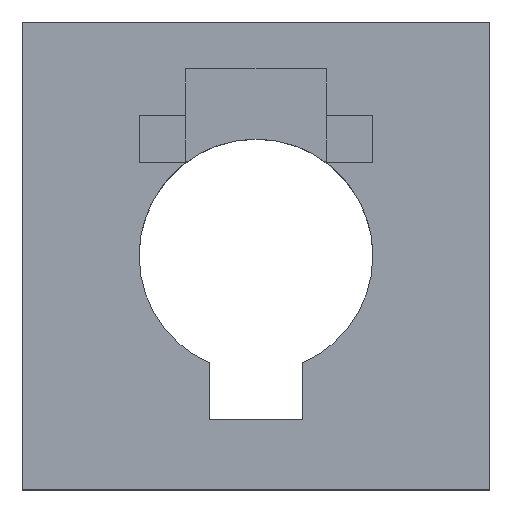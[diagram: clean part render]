
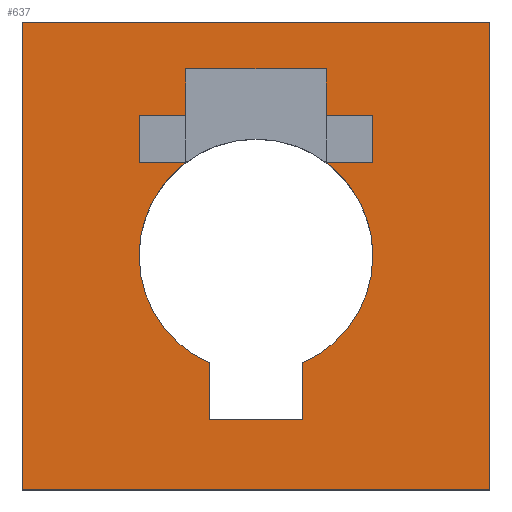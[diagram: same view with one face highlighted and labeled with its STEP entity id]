
A CAD part, top view. The second image highlights one B-rep face of the part: STEP entity #637.
In plain terms, the highlighted planar face has unit normal (0, 0, 1).
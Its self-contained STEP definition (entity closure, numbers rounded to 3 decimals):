
#68=CARTESIAN_POINT('POINT9',(50.,40.,40.));
#69=VERTEX_POINT('VERTEX9',#68);
#76=CARTESIAN_POINT('POINT10',(50.,60.,40.));
#77=VERTEX_POINT('VERTEX10',#76);
#78=CARTESIAN_POINT('POS9',(50.,25.,40.));
#79=DIRECTION('DIR10',(0.,-1.,0.));
#80=VECTOR('VEC8',#79,1.);
#81=LINE('STRAIGHT8',#78,#80);
#82=EDGE_CURVE('EDGE10',#77,#69,#81,.T.);
#99=CARTESIAN_POINT('POINT11',(30.,60.,40.));
#100=VERTEX_POINT('VERTEX11',#99);
#109=CARTESIAN_POINT('POS13',(0.,60.,40.));
#110=DIRECTION('DIR15',(1.,0.,0.));
#111=VECTOR('VEC11',#110,1.);
#112=LINE('STRAIGHT11',#109,#111);
#113=EDGE_CURVE('EDGE13',#100,#77,#112,.T.);
#123=CARTESIAN_POINT('POINT12',(30.,80.,40.));
#124=VERTEX_POINT('VERTEX12',#123);
#133=CARTESIAN_POINT('POINT14',(-30.,80.,40.));
#134=VERTEX_POINT('VERTEX14',#133);
#135=CARTESIAN_POINT('POS16',(0.,80.,40.));
#136=DIRECTION('DIR19',(1.,0.,0.));
#137=VECTOR('VEC13',#136,1.);
#138=LINE('STRAIGHT13',#135,#137);
#139=EDGE_CURVE('EDGE15',#134,#124,#138,.T.);
#163=CARTESIAN_POINT('POINT16',(-30.,60.,40.));
#164=VERTEX_POINT('VERTEX16',#163);
#171=CARTESIAN_POINT('POINT17',(-50.,60.,40.));
#172=VERTEX_POINT('VERTEX17',#171);
#173=EDGE_CURVE('EDGE19',#172,#164,#112,.T.);
#186=CARTESIAN_POINT('POINT18',(-50.,40.,40.));
#187=VERTEX_POINT('VERTEX18',#186);
#188=CARTESIAN_POINT('POS22',(-50.,25.,40.));
#189=DIRECTION('DIR26',(0.,1.,0.));
#190=VECTOR('VEC18',#189,1.);
#191=LINE('STRAIGHT18',#188,#190);
#192=EDGE_CURVE('EDGE21',#187,#172,#191,.T.);
#209=CARTESIAN_POINT('POINT19',(-20.,-70.,40.));
#210=VERTEX_POINT('VERTEX19',#209);
#219=CARTESIAN_POINT('POINT21',(20.,-70.,40.));
#220=VERTEX_POINT('VERTEX21',#219);
#221=CARTESIAN_POINT('POS26',(0.,-70.,40.));
#222=DIRECTION('DIR31',(-1.,0.,0.));
#223=VECTOR('VEC21',#222,1.);
#224=LINE('STRAIGHT21',#221,#223);
#225=EDGE_CURVE('EDGE24',#220,#210,#224,.T.);
#251=CARTESIAN_POINT('POINT24',(20.,-45.826,40.
   ));
#252=VERTEX_POINT('VERTEX24',#251);
#266=CARTESIAN_POINT('POS32',(20.,-25.,40.));
#267=DIRECTION('DIR38',(0.,-1.,0.));
#268=VECTOR('VEC26',#267,1.);
#269=LINE('STRAIGHT26',#266,#268);
#270=EDGE_CURVE('EDGE29',#252,#220,#269,.T.);
#280=CARTESIAN_POINT('POINT25',(-100.,-100.,40.));
#281=VERTEX_POINT('VERTEX25',#280);
#298=CARTESIAN_POINT('POINT28',(100.,-100.,40.));
#299=VERTEX_POINT('VERTEX28',#298);
#306=CARTESIAN_POINT('POS37',(0.,-100.,40.));
#307=DIRECTION('DIR44',(1.,0.,0.));
#308=VECTOR('VEC30',#307,1.);
#309=LINE('STRAIGHT30',#306,#308);
#310=EDGE_CURVE('EDGE33',#281,#299,#309,.T.);
#320=CARTESIAN_POINT('POINT29',(-100.,100.,40.));
#321=VERTEX_POINT('VERTEX29',#320);
#337=CARTESIAN_POINT('POS41',(-100.,0.,40.));
#338=DIRECTION('DIR49',(0.,-1.,0.));
#339=VECTOR('VEC33',#338,1.);
#340=LINE('STRAIGHT33',#337,#339);
#341=EDGE_CURVE('EDGE36',#321,#281,#340,.T.);
#351=CARTESIAN_POINT('POINT31',(100.,100.,40.));
#352=VERTEX_POINT('VERTEX31',#351);
#368=CARTESIAN_POINT('POS45',(0.,100.,40.));
#369=DIRECTION('DIR54',(-1.,0.,0.));
#370=VECTOR('VEC36',#369,1.);
#371=LINE('STRAIGHT36',#368,#370);
#372=EDGE_CURVE('EDGE39',#352,#321,#371,.T.);
#390=CARTESIAN_POINT('POS48',(100.,0.,40.));
#391=DIRECTION('DIR58',(0.,1.,0.));
#392=VECTOR('VEC38',#391,1.);
#393=LINE('STRAIGHT38',#390,#392);
#394=EDGE_CURVE('EDGE41',#299,#352,#393,.T.);
#404=CARTESIAN_POINT('POINT33',(-30.,40.,40.));
#405=VERTEX_POINT('VERTEX33',#404);
#414=CARTESIAN_POINT('POS51',(0.,40.,40.));
#415=DIRECTION('DIR62',(-1.,0.,0.));
#416=VECTOR('VEC40',#415,1.);
#417=LINE('STRAIGHT40',#414,#416);
#418=EDGE_CURVE('EDGE43',#405,#187,#417,.T.);
#441=CARTESIAN_POINT('POS54',(-30.,20.,40.));
#442=DIRECTION('DIR66',(0.,1.,0.));
#443=VECTOR('VEC42',#442,1.);
#444=LINE('STRAIGHT42',#441,#443);
#445=EDGE_CURVE('EDGE46',#164,#134,#444,.T.);
#481=CARTESIAN_POINT('POS59',(30.,20.,40.));
#482=DIRECTION('DIR74',(0.,-1.,0.));
#483=VECTOR('VEC44',#482,1.);
#484=LINE('STRAIGHT44',#481,#483);
#485=EDGE_CURVE('EDGE49',#124,#100,#484,.T.);
#504=CARTESIAN_POINT('POINT36',(30.,40.,40.));
#505=VERTEX_POINT('VERTEX36',#504);
#508=EDGE_CURVE('EDGE52',#69,#505,#417,.T.);
#515=CARTESIAN_POINT('POINT37',(50.,0.,40.
   ));
#516=VERTEX_POINT('VERTEX37',#515);
#533=CARTESIAN_POINT('POS64',(0.,0.,40.));
#534=DIRECTION('DIR81',(0.,0.,-1.));
#535=DIRECTION('DIR82',(1.,0.,0.));
#536=AXIS2_PLACEMENT_3D('AXIS18',#533,#534,#535);
#537=CIRCLE('ELLIPSE3',#536,50.);
#538=EDGE_CURVE('EDGE55',#516,#252,#537,.T.);
#579=CARTESIAN_POINT('POINT41',(-20.,-45.826,
   40.));
#580=VERTEX_POINT('VERTEX41',#579);
#587=CARTESIAN_POINT('POS69',(-20.,-25.,40.));
#588=DIRECTION('DIR89',(0.,1.,0.));
#589=VECTOR('VEC49',#588,1.);
#590=LINE('STRAIGHT49',#587,#589);
#591=EDGE_CURVE('EDGE60',#210,#580,#590,.T.);
#603=ORIENTED_EDGE('COEDGE95',*,*,#394,.T.);
#604=ORIENTED_EDGE('COEDGE96',*,*,#372,.T.);
#605=ORIENTED_EDGE('COEDGE97',*,*,#341,.T.);
#606=ORIENTED_EDGE('COEDGE98',*,*,#310,.T.);
#607=EDGE_LOOP('NONE',(#603,#604,#605,#606));
#608=FACE_BOUND('LOOP1',#607,.T.);
#609=ORIENTED_EDGE('COEDGE99',*,*,#270,.T.);
#610=ORIENTED_EDGE('COEDGE100',*,*,#225,.T.);
#611=ORIENTED_EDGE('COEDGE101',*,*,#591,.T.);
#612=CARTESIAN_POINT('POINT42',(-50.,0.,40.
   ));
#613=VERTEX_POINT('VERTEX42',#612);
#614=EDGE_CURVE('EDGE61',#580,#613,#537,.T.);
#615=ORIENTED_EDGE('COEDGE102',*,*,#614,.T.);
#616=EDGE_CURVE('EDGE62',#613,#405,#537,.T.);
#617=ORIENTED_EDGE('COEDGE103',*,*,#616,.T.);
#618=ORIENTED_EDGE('COEDGE104',*,*,#418,.T.);
#619=ORIENTED_EDGE('COEDGE105',*,*,#192,.T.);
#620=ORIENTED_EDGE('COEDGE106',*,*,#173,.T.);
#621=ORIENTED_EDGE('COEDGE107',*,*,#445,.T.);
#622=ORIENTED_EDGE('COEDGE108',*,*,#139,.T.);
#623=ORIENTED_EDGE('COEDGE109',*,*,#485,.T.);
#624=ORIENTED_EDGE('COEDGE110',*,*,#113,.T.);
#625=ORIENTED_EDGE('COEDGE111',*,*,#82,.T.);
#626=ORIENTED_EDGE('COEDGE112',*,*,#508,.T.);
#627=EDGE_CURVE('EDGE63',#505,#516,#537,.T.);
#628=ORIENTED_EDGE('COEDGE113',*,*,#627,.T.);
#629=ORIENTED_EDGE('COEDGE114',*,*,#538,.T.);
#630=EDGE_LOOP('NONE',(#609,#610,#611,#615,#617,#618,#619,#620,#621,#622
   ,#623,#624,#625,#626,#628,#629));
#631=FACE_BOUND('LOOP1',#630,.T.);
#632=CARTESIAN_POINT('POS71',(0.,0.,40.));
#633=DIRECTION('DIR92',(0.,0.,1.));
#634=DIRECTION('DIR93',(1.,0.,0.));
#635=AXIS2_PLACEMENT_3D('AXIS22',#632,#633,#634);
#636=PLANE('PLANE18',#635);
#637=ADVANCED_FACE('FACE22',(#608,#631),#636,.T.);
